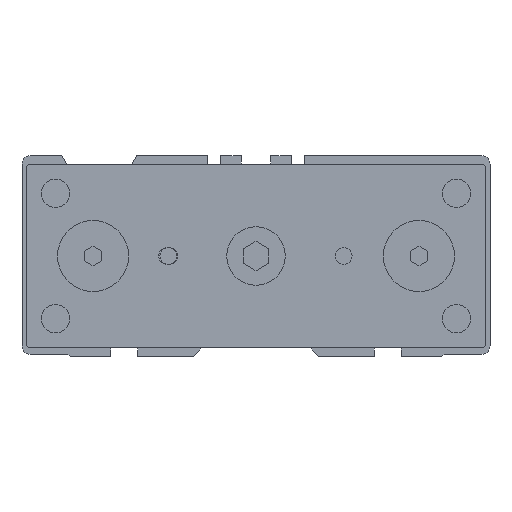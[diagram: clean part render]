
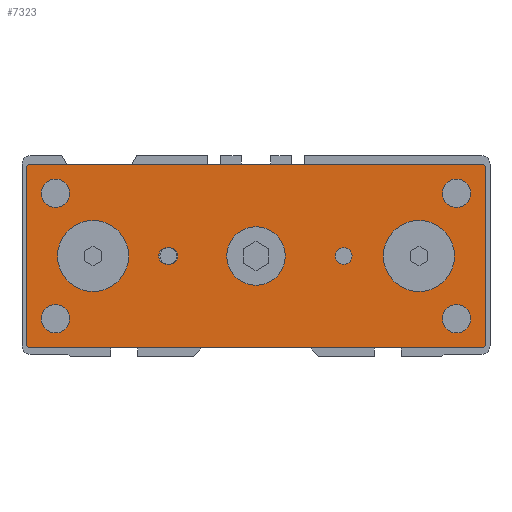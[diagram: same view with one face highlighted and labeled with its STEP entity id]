
A CAD part, left-side view. The second image highlights one B-rep face of the part: STEP entity #7323.
In plain terms, the highlighted planar face has unit normal (-1, 0, 0).
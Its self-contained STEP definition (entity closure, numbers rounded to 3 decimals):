
#6645=CARTESIAN_POINT('',(0.,-47.5,0.));
#6646=VERTEX_POINT('Vertex299',#6645);
#6647=CARTESIAN_POINT('',(0.,-39.,0.));
#6648=DIRECTION('',(1.,0.,0.));
#6649=DIRECTION('',(0.,-1.,0.));
#6650=AXIS2_PLACEMENT_3D('',#6647,#6648,#6649);
#6651=CIRCLE('nurbsCrv413',#6650,8.5);
#6652=EDGE_CURVE('Edge413',#6646,#6646,#6651,.T.);
#6665=CARTESIAN_POINT('',(0.,-7.,0.));
#6666=VERTEX_POINT('Vertex300',#6665);
#6667=CARTESIAN_POINT('',(0.,0.,
0.));
#6668=DIRECTION('',(1.,0.,0.));
#6669=DIRECTION('',(0.,-1.,0.));
#6670=AXIS2_PLACEMENT_3D('',#6667,#6668,#6669);
#6671=CIRCLE('nurbsCrv414',#6670,7.);
#6672=EDGE_CURVE('Edge414',#6666,#6666,#6671,.T.);
#6685=CARTESIAN_POINT('',(0.,30.5,0.));
#6686=VERTEX_POINT('Vertex301',#6685);
#6687=CARTESIAN_POINT('',(0.,39.,0.));
#6688=DIRECTION('',(1.,0.,0.));
#6689=DIRECTION('',(0.,-1.,0.));
#6690=AXIS2_PLACEMENT_3D('',#6687,#6688,#6689);
#6691=CIRCLE('nurbsCrv415',#6690,8.5);
#6692=EDGE_CURVE('Edge415',#6686,#6686,#6691,.T.);
#6770=CARTESIAN_POINT('',(0.,21.25,-2.));
#6771=VERTEX_POINT('Vertex306',#6770);
#6778=CARTESIAN_POINT('',(0.,20.75,-2.));
#6779=VERTEX_POINT('Vertex307',#6778);
#6780=CARTESIAN_POINT('',(0.,21.,-2.));
#6781=DIRECTION('',(0.,1.,0.));
#6782=VECTOR('',#6781,1.);
#6783=LINE('nurbsCrv421',#6780,#6782);
#6784=EDGE_CURVE('Edge421',#6779,#6771,#6783,.T.);
#6862=CARTESIAN_POINT('',(0.,-23.,0.));
#6863=VERTEX_POINT('Vertex311',#6862);
#6864=CARTESIAN_POINT('',(0.,-21.,0.));
#6865=DIRECTION('',(1.,0.,0.));
#6866=DIRECTION('',(0.,-1.,0.));
#6867=AXIS2_PLACEMENT_3D('',#6864,#6865,#6866);
#6868=CIRCLE('nurbsCrv428',#6867,2.);
#6869=EDGE_CURVE('Edge428',#6863,#6863,#6868,.T.);
#6881=CARTESIAN_POINT('',(0.,20.75,2.));
#6882=VERTEX_POINT('Vertex312',#6881);
#6883=CARTESIAN_POINT('',(0.,20.75,0.));
#6884=DIRECTION('',(1.,0.,0.));
#6885=DIRECTION('',(0.,0.,1.));
#6886=AXIS2_PLACEMENT_3D('',#6883,#6884,#6885);
#6887=CIRCLE('nurbsCrv429',#6886,2.);
#6888=EDGE_CURVE('Edge429',#6882,#6779,#6887,.T.);
#6906=CARTESIAN_POINT('',(0.,21.25,2.));
#6907=VERTEX_POINT('Vertex313',#6906);
#6908=CARTESIAN_POINT('',(0.,21.,2.));
#6909=DIRECTION('',(0.,-1.,0.));
#6910=VECTOR('',#6909,1.);
#6911=LINE('nurbsCrv431',#6908,#6910);
#6912=EDGE_CURVE('Edge431',#6907,#6882,#6911,.T.);
#6931=CARTESIAN_POINT('',(0.,21.25,0.));
#6932=DIRECTION('',(1.,0.,0.));
#6933=DIRECTION('',(0.,0.,-1.));
#6934=AXIS2_PLACEMENT_3D('',#6931,#6932,#6933);
#6935=CIRCLE('nurbsCrv433',#6934,2.);
#6936=EDGE_CURVE('Edge433',#6771,#6907,#6935,.T.);
#6967=CARTESIAN_POINT('',(0.,-51.4,-15.));
#6968=VERTEX_POINT('Vertex315',#6967);
#6969=CARTESIAN_POINT('',(0.,-48.,-15.));
#6970=DIRECTION('',(1.,0.,0.));
#6971=DIRECTION('',(0.,-1.,0.));
#6972=AXIS2_PLACEMENT_3D('',#6969,#6970,#6971);
#6973=CIRCLE('nurbsCrv435',#6972,3.4);
#6974=EDGE_CURVE('Edge435',#6968,#6968,#6973,.T.);
#7004=CARTESIAN_POINT('',(0.,-51.4,15.));
#7005=VERTEX_POINT('Vertex317',#7004);
#7006=CARTESIAN_POINT('',(0.,-48.,15.));
#7007=DIRECTION('',(1.,0.,0.));
#7008=DIRECTION('',(0.,-1.,0.));
#7009=AXIS2_PLACEMENT_3D('',#7006,#7007,#7008);
#7010=CIRCLE('nurbsCrv437',#7009,3.4);
#7011=EDGE_CURVE('Edge437',#7005,#7005,#7010,.T.);
#7041=CARTESIAN_POINT('',(0.,44.6,15.));
#7042=VERTEX_POINT('Vertex319',#7041);
#7043=CARTESIAN_POINT('',(0.,48.,15.));
#7044=DIRECTION('',(1.,0.,0.));
#7045=DIRECTION('',(0.,-1.,0.));
#7046=AXIS2_PLACEMENT_3D('',#7043,#7044,#7045);
#7047=CIRCLE('nurbsCrv439',#7046,3.4);
#7048=EDGE_CURVE('Edge439',#7042,#7042,#7047,.T.);
#7078=CARTESIAN_POINT('',(0.,44.6,-15.));
#7079=VERTEX_POINT('Vertex321',#7078);
#7080=CARTESIAN_POINT('',(0.,48.,-15.));
#7081=DIRECTION('',(1.,0.,0.));
#7082=DIRECTION('',(0.,-1.,0.));
#7083=AXIS2_PLACEMENT_3D('',#7080,#7081,#7082);
#7084=CIRCLE('nurbsCrv441',#7083,3.4);
#7085=EDGE_CURVE('Edge441',#7079,#7079,#7084,.T.);
#7105=CARTESIAN_POINT('',(0.,55.,21.5));
#7106=VERTEX_POINT('Vertex324',#7105);
#7113=CARTESIAN_POINT('',(0.,54.5,22.));
#7114=VERTEX_POINT('Vertex325',#7113);
#7115=CARTESIAN_POINT('',(0.,54.75,21.75));
#7116=DIRECTION('',(0.,-0.707,0.707));
#7117=VECTOR('',#7116,1.);
#7118=LINE('nurbsCrv444',#7115,#7117);
#7119=EDGE_CURVE('Edge444',#7106,#7114,#7118,.T.);
#7143=CARTESIAN_POINT('',(0.,55.,-21.5));
#7144=VERTEX_POINT('Vertex327',#7143);
#7151=CARTESIAN_POINT('',(0.,55.,0.));
#7152=DIRECTION('',(0.,0.,1.));
#7153=VECTOR('',#7152,1.);
#7154=LINE('nurbsCrv448',#7151,#7153);
#7155=EDGE_CURVE('Edge448',#7144,#7106,#7154,.T.);
#7174=CARTESIAN_POINT('',(0.,54.5,-22.));
#7175=VERTEX_POINT('Vertex329',#7174);
#7182=CARTESIAN_POINT('',(0.,54.75,-21.75));
#7183=DIRECTION('',(0.,0.707,0.707));
#7184=VECTOR('',#7183,1.);
#7185=LINE('nurbsCrv451',#7182,#7184);
#7186=EDGE_CURVE('Edge451',#7175,#7144,#7185,.T.);
#7205=CARTESIAN_POINT('',(0.,-54.5,-22.));
#7206=VERTEX_POINT('Vertex331',#7205);
#7213=CARTESIAN_POINT('',(0.,0.,-22.));
#7214=DIRECTION('',(0.,1.,0.));
#7215=VECTOR('',#7214,1.);
#7216=LINE('nurbsCrv454',#7213,#7215);
#7217=EDGE_CURVE('Edge454',#7206,#7175,#7216,.T.);
#7236=CARTESIAN_POINT('',(0.,-55.,-21.5));
#7237=VERTEX_POINT('Vertex333',#7236);
#7244=CARTESIAN_POINT('',(0.,-54.75,-21.75));
#7245=DIRECTION('',(0.,0.707,-0.707));
#7246=VECTOR('',#7245,1.);
#7247=LINE('nurbsCrv457',#7244,#7246);
#7248=EDGE_CURVE('Edge457',#7237,#7206,#7247,.T.);
#7259=CARTESIAN_POINT('',(0.,-55.,21.5));
#7260=VERTEX_POINT('Vertex335',#7259);
#7261=CARTESIAN_POINT('',(0.,-54.5,22.));
#7262=VERTEX_POINT('Vertex334',#7261);
#7263=CARTESIAN_POINT('',(0.,-54.75,21.75));
#7264=DIRECTION('',(0.,0.707,0.707));
#7265=VECTOR('',#7264,1.);
#7266=LINE('nurbsCrv458',#7263,#7265);
#7267=EDGE_CURVE('Edge458',#7260,#7262,#7266,.T.);
#7268=ORIENTED_EDGE('Edgeuse892',*,*,#7267,.T.);
#7269=CARTESIAN_POINT('',(0.,0.,22.));
#7270=DIRECTION('',(0.,1.,0.));
#7271=VECTOR('',#7270,1.);
#7272=LINE('nurbsCrv459',#7269,#7271);
#7273=EDGE_CURVE('Edge459',#7262,#7114,#7272,.T.);
#7274=ORIENTED_EDGE('Edgeuse893',*,*,#7273,.T.);
#7275=ORIENTED_EDGE('Edgeuse894',*,*,#7119,.F.);
#7276=ORIENTED_EDGE('Edgeuse895',*,*,#7155,.F.);
#7277=ORIENTED_EDGE('Edgeuse896',*,*,#7186,.F.);
#7278=ORIENTED_EDGE('Edgeuse897',*,*,#7217,.F.);
#7279=ORIENTED_EDGE('Edgeuse898',*,*,#7248,.F.);
#7280=CARTESIAN_POINT('',(0.,-55.,0.));
#7281=DIRECTION('',(0.,0.,1.));
#7282=VECTOR('',#7281,1.);
#7283=LINE('nurbsCrv460',#7280,#7282);
#7284=EDGE_CURVE('Edge460',#7237,#7260,#7283,.T.);
#7285=ORIENTED_EDGE('Edgeuse899',*,*,#7284,.T.);
#7286=EDGE_LOOP('',(#7268,#7274,#7275,#7276,#7277,#7278,#7279,#7285));
#7287=FACE_OUTER_BOUND('',#7286,.T.);
#7288=ORIENTED_EDGE('Edgeuse900',*,*,#6869,.T.);
#7289=EDGE_LOOP('',(#7288));
#7290=FACE_BOUND('',#7289,.T.);
#7291=ORIENTED_EDGE('Edgeuse901',*,*,#6784,.T.);
#7292=ORIENTED_EDGE('Edgeuse902',*,*,#6936,.T.);
#7293=ORIENTED_EDGE('Edgeuse903',*,*,#6912,.T.);
#7294=ORIENTED_EDGE('Edgeuse904',*,*,#6888,.T.);
#7295=EDGE_LOOP('',(#7291,#7292,#7293,#7294));
#7296=FACE_BOUND('',#7295,.T.);
#7297=ORIENTED_EDGE('Edgeuse885',*,*,#6692,.T.);
#7298=EDGE_LOOP('',(#7297));
#7299=FACE_BOUND('',#7298,.T.);
#7300=ORIENTED_EDGE('Edgeuse886',*,*,#6672,.T.);
#7301=EDGE_LOOP('',(#7300));
#7302=FACE_BOUND('',#7301,.T.);
#7303=ORIENTED_EDGE('Edgeuse887',*,*,#6652,.T.);
#7304=EDGE_LOOP('',(#7303));
#7305=FACE_BOUND('',#7304,.T.);
#7306=ORIENTED_EDGE('Edgeuse888',*,*,#7085,.T.);
#7307=EDGE_LOOP('',(#7306));
#7308=FACE_BOUND('',#7307,.T.);
#7309=ORIENTED_EDGE('Edgeuse889',*,*,#7048,.T.);
#7310=EDGE_LOOP('',(#7309));
#7311=FACE_BOUND('',#7310,.T.);
#7312=ORIENTED_EDGE('Edgeuse890',*,*,#7011,.T.);
#7313=EDGE_LOOP('',(#7312));
#7314=FACE_BOUND('',#7313,.T.);
#7315=ORIENTED_EDGE('Edgeuse891',*,*,#6974,.T.);
#7316=EDGE_LOOP('',(#7315));
#7317=FACE_BOUND('',#7316,.T.);
#7318=CARTESIAN_POINT('',(0.,0.,0.));
#7319=DIRECTION('',(-1.,0.,0.));
#7320=DIRECTION('',(0.,-1.,0.));
#7321=AXIS2_PLACEMENT_3D('',#7318,#7319,#7320);
#7322=PLANE('nurbsSrf211',#7321);
#7323=ADVANCED_FACE('Face211',(#7287,#7290,#7296,#7299,#7302,#7305,#7308,#7311,
#7314,#7317),#7322,.T.);
